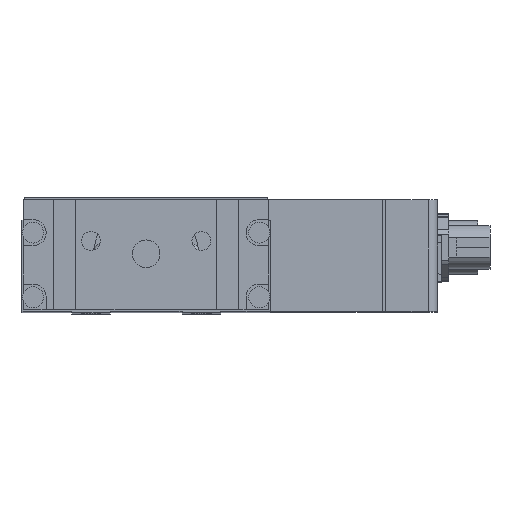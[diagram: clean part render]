
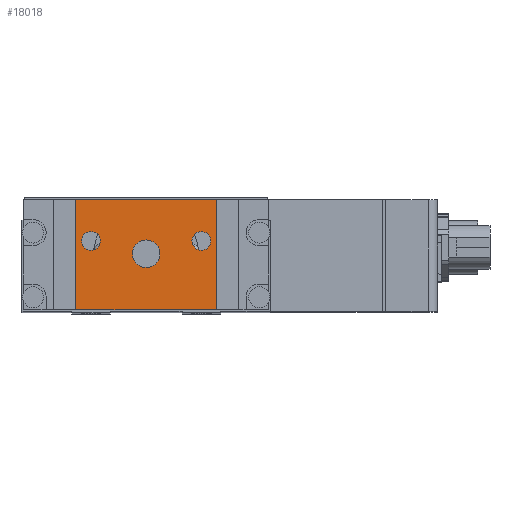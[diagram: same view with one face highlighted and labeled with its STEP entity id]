
A CAD part, top view. The second image highlights one B-rep face of the part: STEP entity #18018.
In plain terms, the highlighted planar face has unit normal (0, 0, 1).
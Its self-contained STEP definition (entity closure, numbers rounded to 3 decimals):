
#273 = EDGE_CURVE ( 'NONE', #10092, #19904, #18222, .T. ) ;
#688 = LINE ( 'NONE', #11698, #21531 ) ;
#742 = LINE ( 'NONE', #3309, #16684 ) ;
#1108 = CARTESIAN_POINT ( 'NONE',  ( -12.75, -10.17, 163.95 ) ) ;
#1434 = VERTEX_POINT ( 'NONE', #14968 ) ;
#1811 = CARTESIAN_POINT ( 'NONE',  ( 12.75, 9.83, 163.95 ) ) ;
#2418 = CIRCLE ( 'NONE', #15836, 1.7 ) ;
#2561 = DIRECTION ( 'NONE',  ( 1., 0., 0. ) ) ;
#2653 = CARTESIAN_POINT ( 'NONE',  ( 12.75, -10.17, 163.95 ) ) ;
#2696 = EDGE_CURVE ( 'NONE', #10174, #10092, #9710, .T. ) ;
#2827 = EDGE_CURVE ( 'NONE', #10174, #10877, #742, .T. ) ;
#2982 = EDGE_LOOP ( 'NONE', ( #14967, #12955 ) ) ;
#3309 = CARTESIAN_POINT ( 'NONE',  ( -12.75, 9.83, 163.95 ) ) ;
#4338 = CARTESIAN_POINT ( 'NONE',  ( -10., 2.33, 163.95 ) ) ;
#4456 = VECTOR ( 'NONE', #14771, 1000. ) ;
#4768 = CARTESIAN_POINT ( 'NONE',  ( 12.75, 9.83, 163.95 ) ) ;
#4934 = CARTESIAN_POINT ( 'NONE',  ( 10., 2.33, 163.95 ) ) ;
#5158 = EDGE_CURVE ( 'NONE', #19904, #10877, #688, .T. ) ;
#5287 = DIRECTION ( 'NONE',  ( 0., 0., 1. ) ) ;
#5708 = CARTESIAN_POINT ( 'NONE',  ( 0., 0., 163.95 ) ) ;
#5749 = ORIENTED_EDGE ( 'NONE', *, *, #8659, .F. ) ;
#5793 = EDGE_CURVE ( 'NONE', #1434, #9964, #20338, .T. ) ;
#6255 = DIRECTION ( 'NONE',  ( 0., 0., 1. ) ) ;
#6603 = VERTEX_POINT ( 'NONE', #17584 ) ;
#7092 = FACE_BOUND ( 'NONE', #19017, .T. ) ;
#7518 = CIRCLE ( 'NONE', #20150, 2.5 ) ;
#8165 = ORIENTED_EDGE ( 'NONE', *, *, #2696, .T. ) ;
#8298 = DIRECTION ( 'NONE',  ( 1., 0., 0. ) ) ;
#8659 = EDGE_CURVE ( 'NONE', #13622, #22630, #11150, .T. ) ;
#8692 = CARTESIAN_POINT ( 'NONE',  ( -2.5, 0., 163.95 ) ) ;
#9107 = DIRECTION ( 'NONE',  ( 0., 1., 0. ) ) ;
#9129 = CARTESIAN_POINT ( 'NONE',  ( -10., 2.33, 163.95 ) ) ;
#9459 = AXIS2_PLACEMENT_3D ( 'NONE', #20738, #9822, #19289 ) ;
#9468 = ORIENTED_EDGE ( 'NONE', *, *, #22487, .F. ) ;
#9533 = DIRECTION ( 'NONE',  ( 1., 0., 0. ) ) ;
#9542 = ORIENTED_EDGE ( 'NONE', *, *, #2827, .F. ) ;
#9710 = LINE ( 'NONE', #20149, #4456 ) ;
#9822 = DIRECTION ( 'NONE',  ( 0., 0., 1. ) ) ;
#9964 = VERTEX_POINT ( 'NONE', #16264 ) ;
#10092 = VERTEX_POINT ( 'NONE', #2653 ) ;
#10174 = VERTEX_POINT ( 'NONE', #1108 ) ;
#10357 = ORIENTED_EDGE ( 'NONE', *, *, #273, .T. ) ;
#10786 = EDGE_CURVE ( 'NONE', #11057, #6603, #18612, .T. ) ;
#10877 = VERTEX_POINT ( 'NONE', #18888 ) ;
#10944 = FACE_BOUND ( 'NONE', #21510, .T. ) ;
#11057 = VERTEX_POINT ( 'NONE', #8692 ) ;
#11150 = CIRCLE ( 'NONE', #14921, 1.7 ) ;
#11420 = DIRECTION ( 'NONE',  ( 1., 0., 0. ) ) ;
#11698 = CARTESIAN_POINT ( 'NONE',  ( -22.25, 9.83, 163.95 ) ) ;
#12498 = ORIENTED_EDGE ( 'NONE', *, *, #17938, .F. ) ;
#12610 = CARTESIAN_POINT ( 'NONE',  ( 0., 0., 163.95 ) ) ;
#12778 = VECTOR ( 'NONE', #9107, 1000. ) ;
#12823 = CARTESIAN_POINT ( 'NONE',  ( -8.3, 2.33, 163.95 ) ) ;
#12955 = ORIENTED_EDGE ( 'NONE', *, *, #10786, .F. ) ;
#13036 = DIRECTION ( 'NONE',  ( 1., 0., 0. ) ) ;
#13167 = AXIS2_PLACEMENT_3D ( 'NONE', #12610, #5287, #11420 ) ;
#13622 = VERTEX_POINT ( 'NONE', #12823 ) ;
#14417 = FACE_BOUND ( 'NONE', #2982, .T. ) ;
#14533 = DIRECTION ( 'NONE',  ( 1., 0., 0. ) ) ;
#14771 = DIRECTION ( 'NONE',  ( 1., 0., 0. ) ) ;
#14921 = AXIS2_PLACEMENT_3D ( 'NONE', #4338, #6255, #2561 ) ;
#14967 = ORIENTED_EDGE ( 'NONE', *, *, #22175, .F. ) ;
#14968 = CARTESIAN_POINT ( 'NONE',  ( 11.7, 2.33, 163.95 ) ) ;
#15718 = CARTESIAN_POINT ( 'NONE',  ( -11.7, 2.33, 163.95 ) ) ;
#15836 = AXIS2_PLACEMENT_3D ( 'NONE', #9129, #21490, #14533 ) ;
#16162 = DIRECTION ( 'NONE',  ( 0., 1., 0. ) ) ;
#16232 = FACE_OUTER_BOUND ( 'NONE', #20520, .T. ) ;
#16264 = CARTESIAN_POINT ( 'NONE',  ( 8.3, 2.33, 163.95 ) ) ;
#16423 = DIRECTION ( 'NONE',  ( 0., 0., 1. ) ) ;
#16684 = VECTOR ( 'NONE', #16162, 1000. ) ;
#17584 = CARTESIAN_POINT ( 'NONE',  ( 2.5, 0., 163.95 ) ) ;
#17938 = EDGE_CURVE ( 'NONE', #22630, #13622, #2418, .T. ) ;
#18018 = ADVANCED_FACE ( 'NONE', ( #10944, #16232, #7092, #14417 ), #21729, .T. ) ;
#18222 = LINE ( 'NONE', #1811, #12778 ) ;
#18612 = CIRCLE ( 'NONE', #21308, 2.5 ) ;
#18888 = CARTESIAN_POINT ( 'NONE',  ( -12.75, 9.83, 163.95 ) ) ;
#19017 = EDGE_LOOP ( 'NONE', ( #12498, #5749 ) ) ;
#19289 = DIRECTION ( 'NONE',  ( 1., 0., 0. ) ) ;
#19904 = VERTEX_POINT ( 'NONE', #4768 ) ;
#20149 = CARTESIAN_POINT ( 'NONE',  ( -22.25, -10.17, 163.95 ) ) ;
#20150 = AXIS2_PLACEMENT_3D ( 'NONE', #22489, #20676, #9533 ) ;
#20338 = CIRCLE ( 'NONE', #21889, 1.7 ) ;
#20496 = ORIENTED_EDGE ( 'NONE', *, *, #5793, .F. ) ;
#20520 = EDGE_LOOP ( 'NONE', ( #10357, #21736, #9542, #8165 ) ) ;
#20676 = DIRECTION ( 'NONE',  ( 0., 0., 1. ) ) ;
#20682 = DIRECTION ( 'NONE',  ( -1., 0., 0. ) ) ;
#20738 = CARTESIAN_POINT ( 'NONE',  ( 10., 2.33, 163.95 ) ) ;
#21308 = AXIS2_PLACEMENT_3D ( 'NONE', #5708, #16423, #13036 ) ;
#21490 = DIRECTION ( 'NONE',  ( 0., 0., 1. ) ) ;
#21494 = DIRECTION ( 'NONE',  ( 0., 0., 1. ) ) ;
#21510 = EDGE_LOOP ( 'NONE', ( #9468, #20496 ) ) ;
#21531 = VECTOR ( 'NONE', #20682, 1000. ) ;
#21729 = PLANE ( 'NONE',  #13167 ) ;
#21736 = ORIENTED_EDGE ( 'NONE', *, *, #5158, .T. ) ;
#21889 = AXIS2_PLACEMENT_3D ( 'NONE', #4934, #21494, #8298 ) ;
#22175 = EDGE_CURVE ( 'NONE', #6603, #11057, #7518, .T. ) ;
#22487 = EDGE_CURVE ( 'NONE', #9964, #1434, #23248, .T. ) ;
#22489 = CARTESIAN_POINT ( 'NONE',  ( 0., 0., 163.95 ) ) ;
#22630 = VERTEX_POINT ( 'NONE', #15718 ) ;
#23248 = CIRCLE ( 'NONE', #9459, 1.7 ) ;
